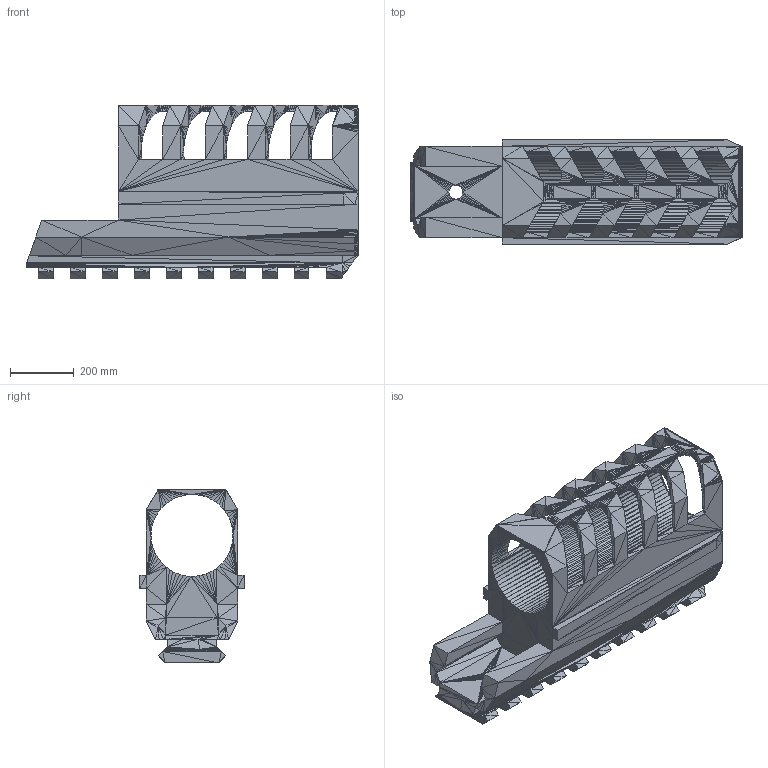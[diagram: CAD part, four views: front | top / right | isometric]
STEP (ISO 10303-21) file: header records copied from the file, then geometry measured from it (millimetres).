
FILE_DESCRIPTION(/* description */ (''),/* implementation_level */ '2;1');
FILE_NAME(/* name */ 'COMPENSATEUR.step',/* time_stamp */ '2023-01-03T22:56:07+01:00',/* author */ (''),/* organization */ (''),/* preprocessor_version */ 'ST-DEVELOPER v19',/* originating_system */ 'Autodesk Translation Framework v11.7.0.108',/* authorisation */ '');
FILE_SCHEMA (('AUTOMOTIVE_DESIGN { 1 0 10303 214 3 1 1 }'));
Products named in the file (1): (Non enregistré)
Bounding box: 1038.73 x 326 x 544 mm (x, y, z)
Volume: 68042192.8 mm3; surface area: 2597138.2 mm2
Topology: 2 solids, 2 shells, 4602 faces, 6903 edges, 2279 vertices
Faces by surface type: plane 4602
Entity records: 89739 total; most frequent: DIRECTION 16109, ORIENTED_EDGE 13806, CARTESIAN_POINT 13785, LINE 6903, VECTOR 6903, EDGE_CURVE 6903, AXIS2_PLACEMENT_3D 4603, FACE_OUTER_BOUND 4602
